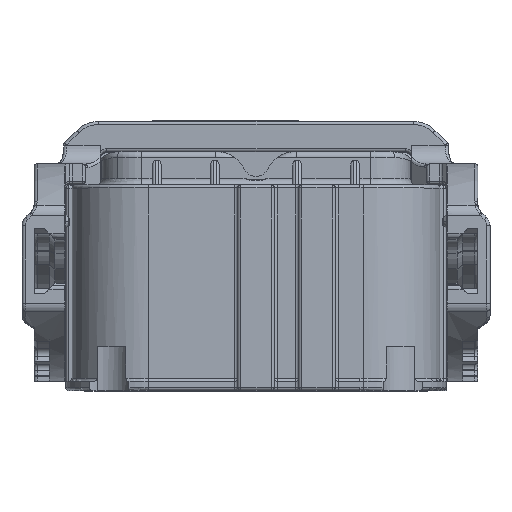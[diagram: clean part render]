
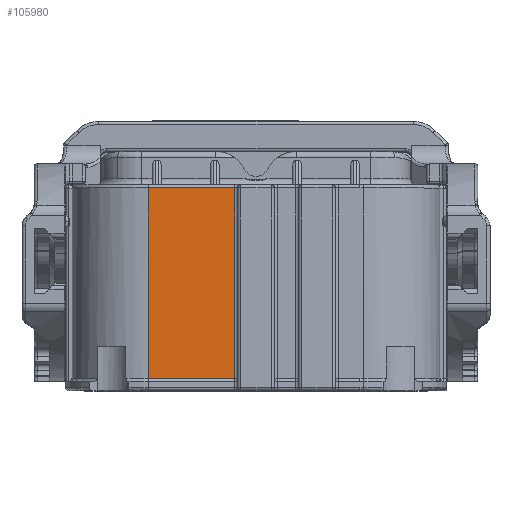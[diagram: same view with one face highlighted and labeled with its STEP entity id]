
A CAD part, top view. The second image highlights one B-rep face of the part: STEP entity #105980.
In plain terms, the highlighted planar face has unit normal (0, 0, 1).
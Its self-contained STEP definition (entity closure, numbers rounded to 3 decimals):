
#2424 = EDGE_LOOP ( 'NONE', ( #83178, #135825, #81945, #130743 ) ) ;
#8778 = VECTOR ( 'NONE', #86849, 1000. ) ;
#15439 = VECTOR ( 'NONE', #144356, 1000. ) ;
#19505 = EDGE_CURVE ( 'NONE', #31401, #69626, #69638, .T. ) ;
#26236 = VERTEX_POINT ( 'NONE', #90146 ) ;
#29951 = LINE ( 'NONE', #62587, #115197 ) ;
#31401 = VERTEX_POINT ( 'NONE', #50232 ) ;
#31667 = LINE ( 'NONE', #41368, #15439 ) ;
#35397 = EDGE_CURVE ( 'NONE', #111335, #31401, #31667, .T. ) ;
#41368 = CARTESIAN_POINT ( 'NONE',  ( -11.446, -19.594, 165.15 ) ) ;
#43922 = FACE_OUTER_BOUND ( 'NONE', #2424, .T. ) ;
#46692 = CARTESIAN_POINT ( 'NONE',  ( -14.946, 12.106, 165.15 ) ) ;
#50232 = CARTESIAN_POINT ( 'NONE',  ( -14.946, -19.594, 165.15 ) ) ;
#62587 = CARTESIAN_POINT ( 'NONE',  ( -29.096, 2.306, 165.15 ) ) ;
#64011 = AXIS2_PLACEMENT_3D ( 'NONE', #88378, #89121, #134361 ) ;
#69626 = VERTEX_POINT ( 'NONE', #128208 ) ;
#69638 = LINE ( 'NONE', #46692, #126755 ) ;
#78577 = DIRECTION ( 'NONE',  ( 0., 1., 0. ) ) ;
#81945 = ORIENTED_EDGE ( 'NONE', *, *, #19505, .T. ) ;
#83178 = ORIENTED_EDGE ( 'NONE', *, *, #91883, .T. ) ;
#86849 = DIRECTION ( 'NONE',  ( -1., 0., 0. ) ) ;
#87036 = DIRECTION ( 'NONE',  ( 0., -1., 0. ) ) ;
#88378 = CARTESIAN_POINT ( 'NONE',  ( -11.446, 2.306, 165.15 ) ) ;
#89121 = DIRECTION ( 'NONE',  ( 0., 0., 1. ) ) ;
#90146 = CARTESIAN_POINT ( 'NONE',  ( -29.096, 11.606, 165.15 ) ) ;
#91883 = EDGE_CURVE ( 'NONE', #26236, #111335, #29951, .T. ) ;
#93984 = CARTESIAN_POINT ( 'NONE',  ( -29.096, -19.594, 165.15 ) ) ;
#95287 = EDGE_CURVE ( 'NONE', #69626, #26236, #140977, .T. ) ;
#100222 = PLANE ( 'NONE',  #64011 ) ;
#105980 = ADVANCED_FACE ( 'NONE', ( #43922 ), #100222, .T. ) ;
#111335 = VERTEX_POINT ( 'NONE', #93984 ) ;
#115197 = VECTOR ( 'NONE', #87036, 1000. ) ;
#126755 = VECTOR ( 'NONE', #78577, 1000. ) ;
#128208 = CARTESIAN_POINT ( 'NONE',  ( -14.946, 11.606, 165.15 ) ) ;
#130743 = ORIENTED_EDGE ( 'NONE', *, *, #95287, .T. ) ;
#134361 = DIRECTION ( 'NONE',  ( 1., 0., 0. ) ) ;
#135825 = ORIENTED_EDGE ( 'NONE', *, *, #35397, .T. ) ;
#140977 = LINE ( 'NONE', #143163, #8778 ) ;
#143163 = CARTESIAN_POINT ( 'NONE',  ( -11.446, 11.606, 165.15 ) ) ;
#144356 = DIRECTION ( 'NONE',  ( 1., 0., 0. ) ) ;
